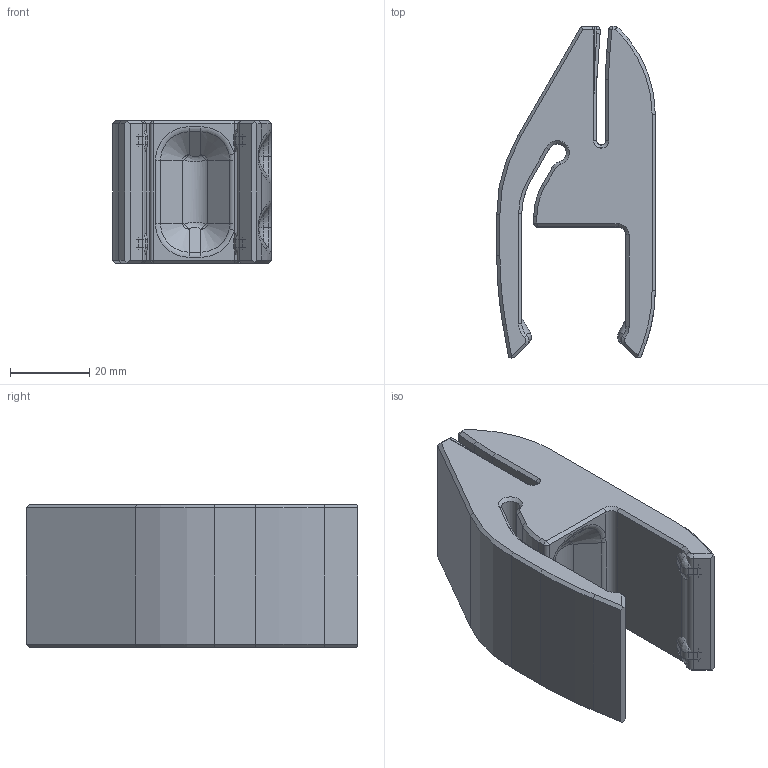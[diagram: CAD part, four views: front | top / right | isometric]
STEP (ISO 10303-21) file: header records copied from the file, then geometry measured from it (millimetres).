
FILE_DESCRIPTION(/* description */ (''),/* implementation_level */ '2;1');
FILE_NAME(/* name */ 'Bar-MaskBracket_F3-01_008.step',/* time_stamp */ '2021-05-31T21:37:54-04:00',/* author */ (''),/* organization */ (''),/* preprocessor_version */ 'ST-DEVELOPER v18.1',/* originating_system */ 'Autodesk Translation Framework v10.9.0.1377',/* authorisation */ '');
FILE_SCHEMA (('AUTOMOTIVE_DESIGN { 1 0 10303 214 3 1 1 }'));
Length unit declared in the file: millimetre
Products named in the file (1): (Unsaved)
Bounding box: 40 x 83.71 x 36 mm (x, y, z)
Volume: 62413.1 mm3; surface area: 20047.9 mm2
Topology: 6 solids, 6 shells, 301 faces, 707 edges, 402 vertices
Faces by surface type: plane 121, cylinder 64, cone 54, bspline 54, torus 8
Entity records: 9655 total; most frequent: CARTESIAN_POINT 2991, ORIENTED_EDGE 1382, DIRECTION 1369, EDGE_CURVE 691, AXIS2_PLACEMENT_3D 494, VERTEX_POINT 402, LINE 381, VECTOR 381
